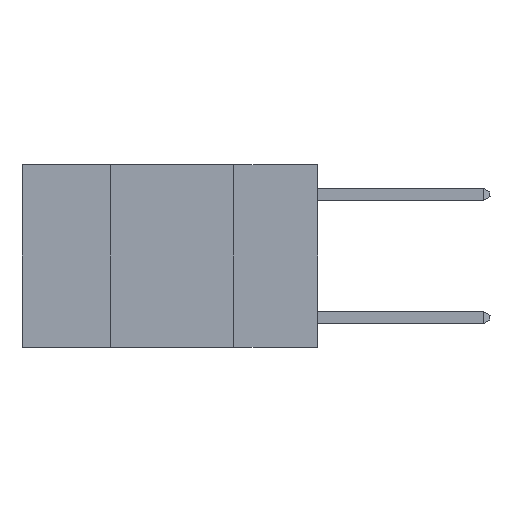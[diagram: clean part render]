
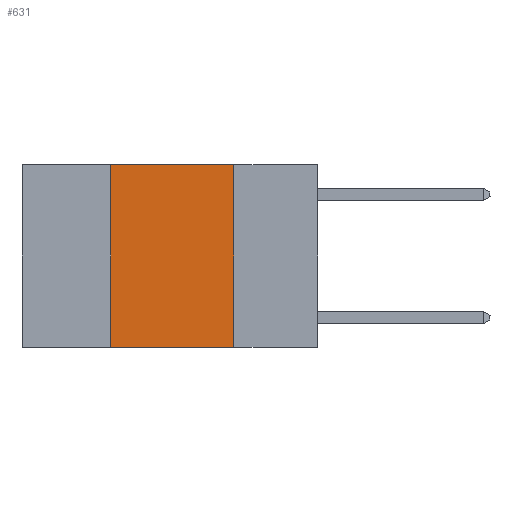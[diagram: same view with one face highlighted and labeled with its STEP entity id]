
A CAD part, left-side view. The second image highlights one B-rep face of the part: STEP entity #631.
In plain terms, the highlighted planar face has unit normal (-1, 0, 0).
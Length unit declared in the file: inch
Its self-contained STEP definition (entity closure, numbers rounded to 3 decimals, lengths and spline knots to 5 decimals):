
#631 = ADVANCED_FACE ( 'NONE', ( #11108 ), #24638, .F. ) ;
#635 = DIRECTION ( 'NONE',  ( 0., 0., -1. ) ) ;
#2542 = EDGE_CURVE ( 'NONE', #6857, #10041, #15215, .T. ) ;
#5047 = DIRECTION ( 'NONE',  ( 1., 0., 0. ) ) ;
#5487 = VERTEX_POINT ( 'NONE', #18715 ) ;
#5549 = ORIENTED_EDGE ( 'NONE', *, *, #5883, .F. ) ;
#5883 = EDGE_CURVE ( 'NONE', #9650, #6857, #16840, .T. ) ;
#6857 = VERTEX_POINT ( 'NONE', #23810 ) ;
#8280 = CARTESIAN_POINT ( 'NONE',  ( 0., 0.42, 0. ) ) ;
#9650 = VERTEX_POINT ( 'NONE', #8280 ) ;
#10041 = VERTEX_POINT ( 'NONE', #17194 ) ;
#10178 = VECTOR ( 'NONE', #21701, 39.37008 ) ;
#11108 = FACE_OUTER_BOUND ( 'NONE', #12391, .T. ) ;
#11517 = ORIENTED_EDGE ( 'NONE', *, *, #24610, .T. ) ;
#12391 = EDGE_LOOP ( 'NONE', ( #20640, #5549, #14466, #11517 ) ) ;
#13168 = CARTESIAN_POINT ( 'NONE',  ( 0., 0.6, -0.37 ) ) ;
#13271 = DIRECTION ( 'NONE',  ( 0., -1., 0. ) ) ;
#13648 = VECTOR ( 'NONE', #635, 39.37008 ) ;
#14466 = ORIENTED_EDGE ( 'NONE', *, *, #26232, .F. ) ;
#15215 = LINE ( 'NONE', #30131, #13648 ) ;
#16761 = CARTESIAN_POINT ( 'NONE',  ( 0., 0.42, 0. ) ) ;
#16840 = LINE ( 'NONE', #17717, #29162 ) ;
#17194 = CARTESIAN_POINT ( 'NONE',  ( 0., 0.17, -0.37 ) ) ;
#17717 = CARTESIAN_POINT ( 'NONE',  ( 0., 0.6, 0. ) ) ;
#18715 = CARTESIAN_POINT ( 'NONE',  ( 0., 0.42, -0.37 ) ) ;
#19725 = LINE ( 'NONE', #13168, #25466 ) ;
#20174 = DIRECTION ( 'NONE',  ( 0., -1., 0. ) ) ;
#20640 = ORIENTED_EDGE ( 'NONE', *, *, #2542, .F. ) ;
#21701 = DIRECTION ( 'NONE',  ( 0., 0., 1. ) ) ;
#22102 = AXIS2_PLACEMENT_3D ( 'NONE', #29604, #5047, #22254 ) ;
#22254 = DIRECTION ( 'NONE',  ( 0., 0., -1. ) ) ;
#23810 = CARTESIAN_POINT ( 'NONE',  ( 0., 0.17, 0. ) ) ;
#24610 = EDGE_CURVE ( 'NONE', #5487, #10041, #19725, .T. ) ;
#24638 = PLANE ( 'NONE',  #22102 ) ;
#25466 = VECTOR ( 'NONE', #13271, 39.37008 ) ;
#26232 = EDGE_CURVE ( 'NONE', #5487, #9650, #29847, .T. ) ;
#29162 = VECTOR ( 'NONE', #20174, 39.37008 ) ;
#29604 = CARTESIAN_POINT ( 'NONE',  ( 0., 0.6, 0. ) ) ;
#29847 = LINE ( 'NONE', #16761, #10178 ) ;
#30131 = CARTESIAN_POINT ( 'NONE',  ( 0., 0.17, 0. ) ) ;
